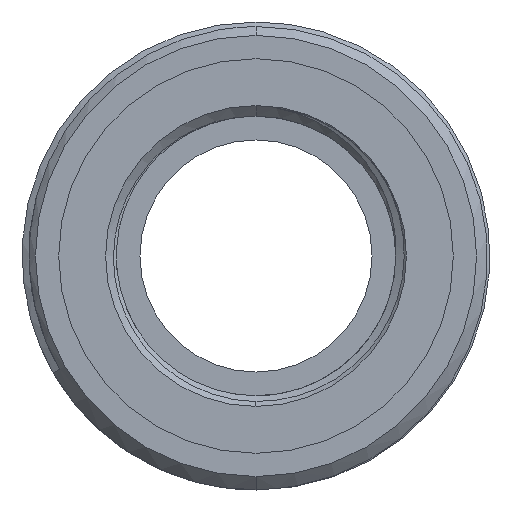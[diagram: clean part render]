
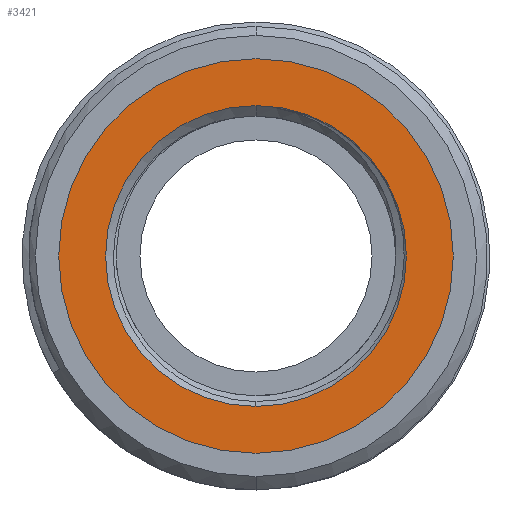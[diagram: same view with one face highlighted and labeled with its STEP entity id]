
A CAD part, left-side view. The second image highlights one B-rep face of the part: STEP entity #3421.
In plain terms, the highlighted planar face has unit normal (-1, 0, 0).
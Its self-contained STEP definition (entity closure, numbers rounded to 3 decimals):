
#139 = VERTEX_POINT ( 'NONE', #1807 ) ;
#150 = AXIS2_PLACEMENT_3D ( 'NONE', #1535, #3173, #3769 ) ;
#515 = AXIS2_PLACEMENT_3D ( 'NONE', #4563, #1916, #5248 ) ;
#638 = DIRECTION ( 'NONE',  ( 0., 0., 1. ) ) ;
#675 = CARTESIAN_POINT ( 'NONE',  ( -27.456, 22.101, 0. ) ) ;
#724 = AXIS2_PLACEMENT_3D ( 'NONE', #1160, #5310, #638 ) ;
#726 = ORIENTED_EDGE ( 'NONE', *, *, #747, .F. ) ;
#747 = EDGE_CURVE ( 'NONE', #4284, #139, #3277, .T. ) ;
#1018 = VERTEX_POINT ( 'NONE', #4729 ) ;
#1160 = CARTESIAN_POINT ( 'NONE',  ( -27.456, 0., 0. ) ) ;
#1405 = VERTEX_POINT ( 'NONE', #1572 ) ;
#1535 = CARTESIAN_POINT ( 'NONE',  ( -27.456, 0., 0. ) ) ;
#1572 = CARTESIAN_POINT ( 'NONE',  ( -27.456, 0., -22.101 ) ) ;
#1773 = DIRECTION ( 'NONE',  ( 0., 0., -1. ) ) ;
#1807 = CARTESIAN_POINT ( 'NONE',  ( -27.456, 0., -16.85 ) ) ;
#1916 = DIRECTION ( 'NONE',  ( -1., 0., 0. ) ) ;
#2042 = ORIENTED_EDGE ( 'NONE', *, *, #5489, .F. ) ;
#2275 = DIRECTION ( 'NONE',  ( 0., 0., 1. ) ) ;
#3173 = DIRECTION ( 'NONE',  ( -1., 0., 0. ) ) ;
#3277 = CIRCLE ( 'NONE', #724, 16.85 ) ;
#3313 = FACE_BOUND ( 'NONE', #6737, .T. ) ;
#3391 = CARTESIAN_POINT ( 'NONE',  ( -27.456, 0., 0. ) ) ;
#3421 = ADVANCED_FACE ( 'NONE', ( #3313, #6598 ), #5415, .F. ) ;
#3769 = DIRECTION ( 'NONE',  ( 0., 0., 1. ) ) ;
#4016 = CIRCLE ( 'NONE', #150, 16.85 ) ;
#4107 = ORIENTED_EDGE ( 'NONE', *, *, #6678, .T. ) ;
#4175 = CIRCLE ( 'NONE', #515, 22.101 ) ;
#4284 = VERTEX_POINT ( 'NONE', #5821 ) ;
#4397 = CIRCLE ( 'NONE', #6050, 22.101 ) ;
#4563 = CARTESIAN_POINT ( 'NONE',  ( -27.456, 0., 0. ) ) ;
#4729 = CARTESIAN_POINT ( 'NONE',  ( -27.456, 0., 22.101 ) ) ;
#4872 = ORIENTED_EDGE ( 'NONE', *, *, #6390, .T. ) ;
#5248 = DIRECTION ( 'NONE',  ( 0., 0., 1. ) ) ;
#5309 = EDGE_LOOP ( 'NONE', ( #4872, #4107 ) ) ;
#5310 = DIRECTION ( 'NONE',  ( -1., 0., 0. ) ) ;
#5415 = PLANE ( 'NONE',  #5576 ) ;
#5489 = EDGE_CURVE ( 'NONE', #139, #4284, #4016, .T. ) ;
#5576 = AXIS2_PLACEMENT_3D ( 'NONE', #675, #6532, #1773 ) ;
#5821 = CARTESIAN_POINT ( 'NONE',  ( -27.456, 0., 16.85 ) ) ;
#6050 = AXIS2_PLACEMENT_3D ( 'NONE', #3391, #6637, #2275 ) ;
#6390 = EDGE_CURVE ( 'NONE', #1018, #1405, #4397, .T. ) ;
#6532 = DIRECTION ( 'NONE',  ( 1., 0., 0. ) ) ;
#6598 = FACE_OUTER_BOUND ( 'NONE', #5309, .T. ) ;
#6637 = DIRECTION ( 'NONE',  ( -1., 0., 0. ) ) ;
#6678 = EDGE_CURVE ( 'NONE', #1405, #1018, #4175, .T. ) ;
#6737 = EDGE_LOOP ( 'NONE', ( #726, #2042 ) ) ;
